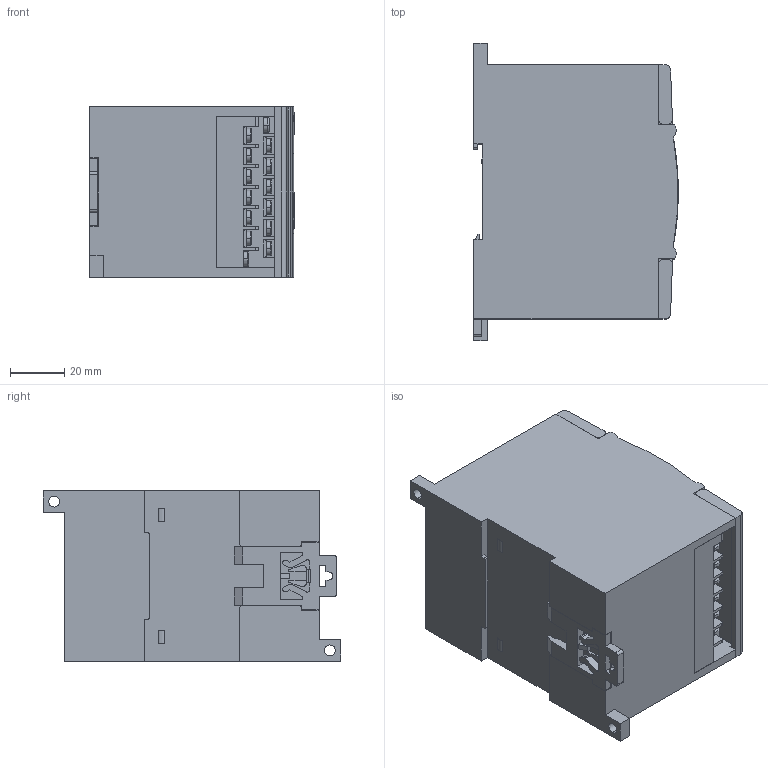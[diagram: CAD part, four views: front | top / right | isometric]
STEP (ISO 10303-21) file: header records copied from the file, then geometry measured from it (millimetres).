
FILE_DESCRIPTION (( 'STEP AP214' ), '1' );
FILE_NAME ('3D Ìîäåëü ÌÊ110-224.8ÄÍ.4Ð.STEP', '2015-09-10T13:28:07', ( 'adm' ), ( 'owen' ), 'SwSTEP 2.0', 'SolidWorks 2013', '' );
FILE_SCHEMA (( 'AUTOMOTIVE_DESIGN' ));
Length unit declared in the file: millimetre
Products named in the file (6): MX110_002FA01M(昃); Ðîçåòêà ÌÕ-12; 扻豵鵨 昃110-224.8騵; Êðûøêà ïðîçðà÷íàÿ ÌÊ110; 婰膲僗闉; 3D Ìîäåëü ÌÊ110-224.8ÄÍ.4Ð
Assembly tree (7 placements, depth 2):
  3D Ìîäåëü ÌÊ110-224.8ÄÍ.4Ð
    MX110_002FA01M(昃)
    婰膲僗闉
    Êðûøêà ïðîçðà÷íàÿ ÌÊ110  x2
    Ðîçåòêà ÌÕ-12  x2
    扻豵鵨 昃110-224.8騵
Bounding box: 75.62 x 110 x 63 mm (x, y, z)
Volume: 413447.7 mm3; surface area: 63190.6 mm2
Topology: 36 solids, 36 shells, 1878 faces, 4865 edges, 3219 vertices
Faces by surface type: plane 1146, bspline 370, cylinder 254, cone 104, torus 4
Entity records: 73600 total; most frequent: CARTESIAN_POINT 27220, ORIENTED_EDGE 7666, DIRECTION 5594, EDGE_CURVE 3833, VERTEX_POINT 2543, VECTOR 1910, LINE 1910, AXIS2_PLACEMENT_3D 1842
